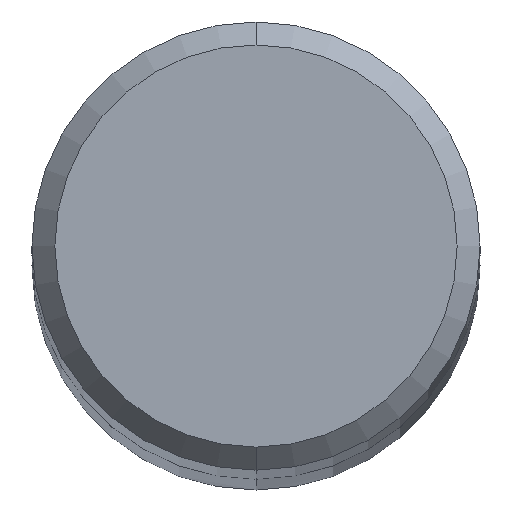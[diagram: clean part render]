
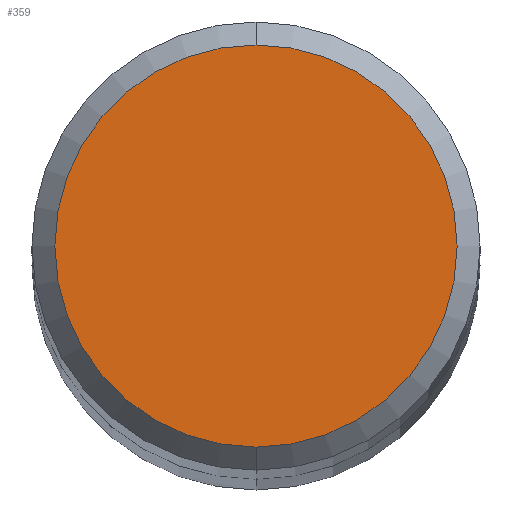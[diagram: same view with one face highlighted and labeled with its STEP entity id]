
A CAD part, top view. The second image highlights one B-rep face of the part: STEP entity #359.
In plain terms, the highlighted planar face has unit normal (0, 0, 1).
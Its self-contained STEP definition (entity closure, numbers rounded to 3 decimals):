
#205=EDGE_CURVE('',#219,#211,#470,.T.);
#211=VERTEX_POINT('',#476);
#219=VERTEX_POINT('',#484);
#293=EDGE_CURVE('',#211,#219,#566,.T.);
#359=ADVANCED_FACE('',(#636),#637,.T.);
#470=CIRCLE('',#783,3.5);
#476=CARTESIAN_POINT('',(0.0,3.5,88.0));
#484=CARTESIAN_POINT('',(0.,-3.5,88.0));
#566=CIRCLE('',#1002,3.5);
#636=FACE_OUTER_BOUND('',#1156,.T.);
#637=PLANE('',#1157);
#783=AXIS2_PLACEMENT_3D('',#1329,#1330,#1331);
#1002=AXIS2_PLACEMENT_3D('',#1431,#1432,#1433);
#1156=EDGE_LOOP('',(#1510,#1511));
#1157=AXIS2_PLACEMENT_3D('',#1512,#1513,#1514);
#1329=CARTESIAN_POINT('',(0.0,0.0,88.0));
#1330=DIRECTION('',(0.0,0.0,-1.0));
#1331=DIRECTION('',(0.0,1.0,0.0));
#1431=CARTESIAN_POINT('',(0.0,0.0,88.0));
#1432=DIRECTION('',(0.0,0.0,-1.0));
#1433=DIRECTION('',(0.0,1.0,0.0));
#1510=ORIENTED_EDGE('',*,*,#293,.F.);
#1511=ORIENTED_EDGE('',*,*,#205,.F.);
#1512=CARTESIAN_POINT('',(0.0,1.75,88.0));
#1513=DIRECTION('',(-0.0,0.0,1.0));
#1514=DIRECTION('',(0.0,-1.0,0.0));
